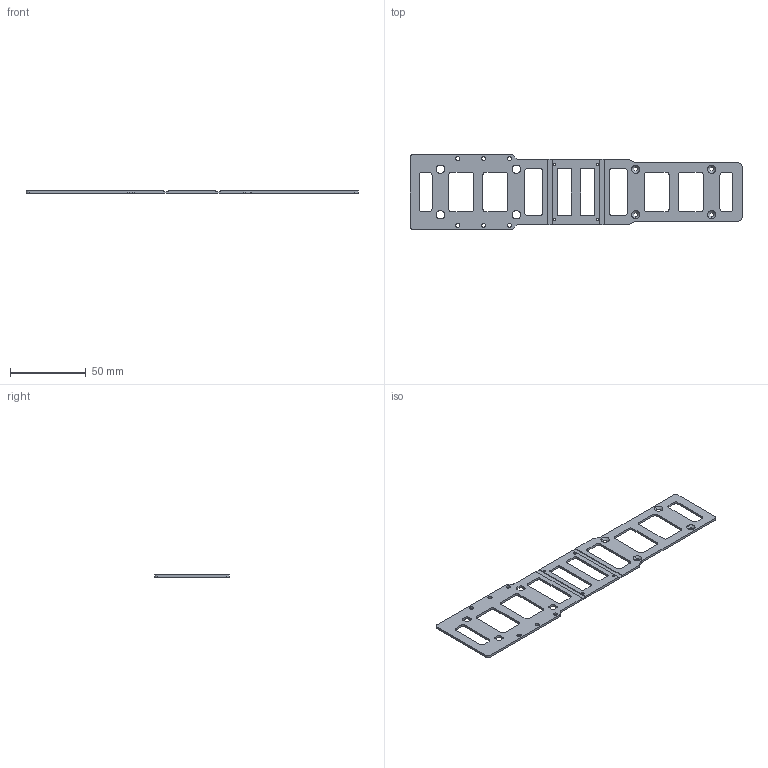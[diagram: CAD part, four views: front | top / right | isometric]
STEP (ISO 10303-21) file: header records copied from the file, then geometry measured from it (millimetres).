
FILE_DESCRIPTION(/* description */ (''),/* implementation_level */ '2;1');
FILE_NAME(/* name */ '7_FR07_E130.step',/* time_stamp */ '2011-05-25T17:24:31-04:00',/* author */ (''),/* organization */ (''),/* preprocessor_version */ 'ST-DEVELOPER v11',/* originating_system */ 'SIEMENS PLM Software NX 7.0',/* authorisation */ '');
FILE_SCHEMA (('AUTOMOTIVE_DESIGN { 1 0 10303 214 1 1 1 1 }'));
Length unit declared in the file: millimetre
Products named in the file (1): 7_FR07_E130
Bounding box: 218.63 x 49.2 x 1.5 mm (x, y, z)
Volume: 8619 mm3; surface area: 14010.5 mm2
Topology: 1 solids, 1 shells, 202 faces, 576 edges, 376 vertices
Faces by surface type: cylinder 96, plane 90, cone 16
Entity records: 6752 total; most frequent: DIRECTION 1190, CARTESIAN_POINT 1155, ORIENTED_EDGE 1152, EDGE_CURVE 576, AXIS2_PLACEMENT_3D 411, VERTEX_POINT 376, LINE 368, VECTOR 368
